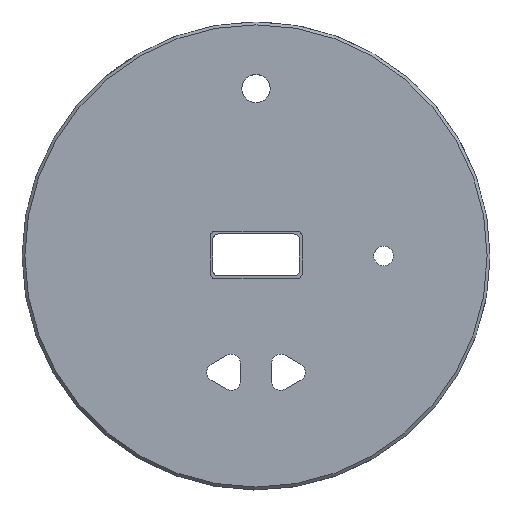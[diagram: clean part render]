
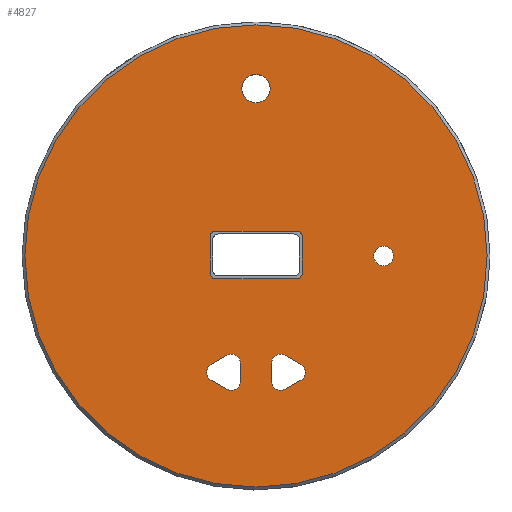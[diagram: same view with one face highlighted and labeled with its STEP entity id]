
A CAD part, top view. The second image highlights one B-rep face of the part: STEP entity #4827.
In plain terms, the highlighted planar face has unit normal (0, 0, 1).
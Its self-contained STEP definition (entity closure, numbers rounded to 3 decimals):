
#61=FACE_BOUND('',#509,.T.);
#62=FACE_BOUND('',#510,.T.);
#63=FACE_BOUND('',#511,.T.);
#64=FACE_BOUND('',#512,.T.);
#65=FACE_BOUND('',#513,.T.);
#100=PLANE('',#5140);
#225=FACE_OUTER_BOUND('',#508,.T.);
#508=EDGE_LOOP('',(#3330));
#509=EDGE_LOOP('',(#3331,#3332,#3333,#3334,#3335,#3336,#3337,#3338));
#510=EDGE_LOOP('',(#3339));
#511=EDGE_LOOP('',(#3340,#3341,#3342,#3343,#3344,#3345));
#512=EDGE_LOOP('',(#3346,#3347,#3348,#3349,#3350,#3351));
#513=EDGE_LOOP('',(#3352));
#847=LINE('',#7490,#1299);
#848=LINE('',#7494,#1300);
#849=LINE('',#7498,#1301);
#850=LINE('',#7502,#1302);
#851=LINE('',#7508,#1303);
#852=LINE('',#7512,#1304);
#853=LINE('',#7516,#1305);
#854=LINE('',#7520,#1306);
#855=LINE('',#7524,#1307);
#856=LINE('',#7528,#1308);
#1299=VECTOR('',#5807,10.);
#1300=VECTOR('',#5810,10.);
#1301=VECTOR('',#5813,10.);
#1302=VECTOR('',#5816,10.);
#1303=VECTOR('',#5821,10.);
#1304=VECTOR('',#5824,10.);
#1305=VECTOR('',#5827,10.);
#1306=VECTOR('',#5830,10.);
#1307=VECTOR('',#5833,10.);
#1308=VECTOR('',#5836,10.);
#1728=CIRCLE('',#5138,81.5);
#1730=CIRCLE('',#5141,2.);
#1731=CIRCLE('',#5142,2.);
#1732=CIRCLE('',#5143,2.);
#1733=CIRCLE('',#5144,2.);
#1734=CIRCLE('',#5145,5.);
#1735=CIRCLE('',#5146,3.2);
#1736=CIRCLE('',#5147,3.2);
#1737=CIRCLE('',#5148,3.2);
#1738=CIRCLE('',#5149,3.2);
#1739=CIRCLE('',#5150,3.2);
#1740=CIRCLE('',#5151,3.2);
#1741=CIRCLE('',#5152,3.5);
#2049=VERTEX_POINT('',#7482);
#2051=VERTEX_POINT('',#7488);
#2052=VERTEX_POINT('',#7489);
#2053=VERTEX_POINT('',#7491);
#2054=VERTEX_POINT('',#7493);
#2055=VERTEX_POINT('',#7495);
#2056=VERTEX_POINT('',#7497);
#2057=VERTEX_POINT('',#7499);
#2058=VERTEX_POINT('',#7501);
#2059=VERTEX_POINT('',#7504);
#2060=VERTEX_POINT('',#7506);
#2061=VERTEX_POINT('',#7507);
#2062=VERTEX_POINT('',#7509);
#2063=VERTEX_POINT('',#7511);
#2064=VERTEX_POINT('',#7513);
#2065=VERTEX_POINT('',#7515);
#2066=VERTEX_POINT('',#7518);
#2067=VERTEX_POINT('',#7519);
#2068=VERTEX_POINT('',#7521);
#2069=VERTEX_POINT('',#7523);
#2070=VERTEX_POINT('',#7525);
#2071=VERTEX_POINT('',#7527);
#2072=VERTEX_POINT('',#7530);
#2562=EDGE_CURVE('',#2049,#2049,#1728,.T.);
#2565=EDGE_CURVE('',#2051,#2052,#847,.T.);
#2566=EDGE_CURVE('',#2053,#2052,#1730,.T.);
#2567=EDGE_CURVE('',#2053,#2054,#848,.T.);
#2568=EDGE_CURVE('',#2055,#2054,#1731,.T.);
#2569=EDGE_CURVE('',#2055,#2056,#849,.T.);
#2570=EDGE_CURVE('',#2057,#2056,#1732,.T.);
#2571=EDGE_CURVE('',#2057,#2058,#850,.T.);
#2572=EDGE_CURVE('',#2051,#2058,#1733,.T.);
#2573=EDGE_CURVE('',#2059,#2059,#1734,.T.);
#2574=EDGE_CURVE('',#2060,#2061,#851,.T.);
#2575=EDGE_CURVE('',#2061,#2062,#1735,.T.);
#2576=EDGE_CURVE('',#2062,#2063,#852,.T.);
#2577=EDGE_CURVE('',#2063,#2064,#1736,.T.);
#2578=EDGE_CURVE('',#2064,#2065,#853,.T.);
#2579=EDGE_CURVE('',#2065,#2060,#1737,.T.);
#2580=EDGE_CURVE('',#2066,#2067,#854,.T.);
#2581=EDGE_CURVE('',#2067,#2068,#1738,.T.);
#2582=EDGE_CURVE('',#2068,#2069,#855,.T.);
#2583=EDGE_CURVE('',#2069,#2070,#1739,.T.);
#2584=EDGE_CURVE('',#2070,#2071,#856,.T.);
#2585=EDGE_CURVE('',#2071,#2066,#1740,.T.);
#2586=EDGE_CURVE('',#2072,#2072,#1741,.T.);
#3330=ORIENTED_EDGE('',*,*,#2562,.F.);
#3331=ORIENTED_EDGE('',*,*,#2565,.T.);
#3332=ORIENTED_EDGE('',*,*,#2566,.F.);
#3333=ORIENTED_EDGE('',*,*,#2567,.T.);
#3334=ORIENTED_EDGE('',*,*,#2568,.F.);
#3335=ORIENTED_EDGE('',*,*,#2569,.T.);
#3336=ORIENTED_EDGE('',*,*,#2570,.F.);
#3337=ORIENTED_EDGE('',*,*,#2571,.T.);
#3338=ORIENTED_EDGE('',*,*,#2572,.F.);
#3339=ORIENTED_EDGE('',*,*,#2573,.T.);
#3340=ORIENTED_EDGE('',*,*,#2574,.T.);
#3341=ORIENTED_EDGE('',*,*,#2575,.T.);
#3342=ORIENTED_EDGE('',*,*,#2576,.T.);
#3343=ORIENTED_EDGE('',*,*,#2577,.T.);
#3344=ORIENTED_EDGE('',*,*,#2578,.T.);
#3345=ORIENTED_EDGE('',*,*,#2579,.T.);
#3346=ORIENTED_EDGE('',*,*,#2580,.T.);
#3347=ORIENTED_EDGE('',*,*,#2581,.T.);
#3348=ORIENTED_EDGE('',*,*,#2582,.T.);
#3349=ORIENTED_EDGE('',*,*,#2583,.T.);
#3350=ORIENTED_EDGE('',*,*,#2584,.T.);
#3351=ORIENTED_EDGE('',*,*,#2585,.T.);
#3352=ORIENTED_EDGE('',*,*,#2586,.T.);
#4827=ADVANCED_FACE('',(#225,#61,#62,#63,#64,#65),#100,.T.);
#5138=AXIS2_PLACEMENT_3D('',#7483,#5800,#5801);
#5140=AXIS2_PLACEMENT_3D('',#7487,#5805,#5806);
#5141=AXIS2_PLACEMENT_3D('',#7492,#5808,#5809);
#5142=AXIS2_PLACEMENT_3D('',#7496,#5811,#5812);
#5143=AXIS2_PLACEMENT_3D('',#7500,#5814,#5815);
#5144=AXIS2_PLACEMENT_3D('',#7503,#5817,#5818);
#5145=AXIS2_PLACEMENT_3D('',#7505,#5819,#5820);
#5146=AXIS2_PLACEMENT_3D('',#7510,#5822,#5823);
#5147=AXIS2_PLACEMENT_3D('',#7514,#5825,#5826);
#5148=AXIS2_PLACEMENT_3D('',#7517,#5828,#5829);
#5149=AXIS2_PLACEMENT_3D('',#7522,#5831,#5832);
#5150=AXIS2_PLACEMENT_3D('',#7526,#5834,#5835);
#5151=AXIS2_PLACEMENT_3D('',#7529,#5837,#5838);
#5152=AXIS2_PLACEMENT_3D('',#7531,#5839,#5840);
#5800=DIRECTION('center_axis',(0.,0.,-1.));
#5801=DIRECTION('ref_axis',(1.,0.,0.));
#5805=DIRECTION('center_axis',(0.,0.,1.));
#5806=DIRECTION('ref_axis',(1.,0.,0.));
#5807=DIRECTION('',(0.,-1.,0.));
#5808=DIRECTION('center_axis',(0.,0.,1.));
#5809=DIRECTION('ref_axis',(0.707,-0.707,0.));
#5810=DIRECTION('',(-1.,0.,0.));
#5811=DIRECTION('center_axis',(0.,0.,1.));
#5812=DIRECTION('ref_axis',(-0.707,-0.707,0.));
#5813=DIRECTION('',(0.,1.,0.));
#5814=DIRECTION('center_axis',(0.,0.,1.));
#5815=DIRECTION('ref_axis',(-0.707,0.707,0.));
#5816=DIRECTION('',(1.,0.,0.));
#5817=DIRECTION('center_axis',(0.,0.,1.));
#5818=DIRECTION('ref_axis',(0.707,0.707,0.));
#5819=DIRECTION('center_axis',(0.,0.,-1.));
#5820=DIRECTION('ref_axis',(-1.,0.,0.));
#5821=DIRECTION('',(0.,1.,0.));
#5822=DIRECTION('center_axis',(0.,0.,-1.));
#5823=DIRECTION('ref_axis',(-1.,0.,0.));
#5824=DIRECTION('',(0.866,-0.5,0.));
#5825=DIRECTION('center_axis',(0.,0.,-1.));
#5826=DIRECTION('ref_axis',(0.5,0.866,0.));
#5827=DIRECTION('',(-0.866,-0.5,0.));
#5828=DIRECTION('center_axis',(0.,0.,-1.));
#5829=DIRECTION('ref_axis',(0.5,-0.866,0.));
#5830=DIRECTION('',(0.,-1.,0.));
#5831=DIRECTION('center_axis',(0.,0.,-1.));
#5832=DIRECTION('ref_axis',(1.,0.,0.));
#5833=DIRECTION('',(-0.866,0.5,0.));
#5834=DIRECTION('center_axis',(0.,0.,-1.));
#5835=DIRECTION('ref_axis',(-0.5,-0.866,0.));
#5836=DIRECTION('',(0.866,0.5,0.));
#5837=DIRECTION('center_axis',(0.,0.,-1.));
#5838=DIRECTION('ref_axis',(-0.5,0.866,0.));
#5839=DIRECTION('center_axis',(0.,0.,-1.));
#5840=DIRECTION('ref_axis',(1.,0.,0.));
#7482=CARTESIAN_POINT('',(-81.5,0.,21.));
#7483=CARTESIAN_POINT('Origin',(0.,0.,21.));
#7487=CARTESIAN_POINT('Origin',(0.,0.,21.));
#7488=CARTESIAN_POINT('',(16.298,6.75,21.));
#7489=CARTESIAN_POINT('',(16.298,-6.05,21.));
#7490=CARTESIAN_POINT('',(16.298,4.375,21.));
#7491=CARTESIAN_POINT('',(14.298,-8.05,21.));
#7492=CARTESIAN_POINT('Origin',(14.298,-6.05,21.));
#7493=CARTESIAN_POINT('',(-14.202,-8.05,21.));
#7494=CARTESIAN_POINT('',(8.149,-8.05,21.));
#7495=CARTESIAN_POINT('',(-16.202,-6.05,21.));
#7496=CARTESIAN_POINT('Origin',(-14.202,-6.05,21.));
#7497=CARTESIAN_POINT('',(-16.202,6.75,21.));
#7498=CARTESIAN_POINT('',(-16.202,-4.025,21.));
#7499=CARTESIAN_POINT('',(-14.202,8.75,21.));
#7500=CARTESIAN_POINT('Origin',(-14.202,6.75,21.));
#7501=CARTESIAN_POINT('',(14.298,8.75,21.));
#7502=CARTESIAN_POINT('',(-8.101,8.75,21.));
#7503=CARTESIAN_POINT('Origin',(14.298,6.75,21.));
#7504=CARTESIAN_POINT('',(5.,59.,21.));
#7505=CARTESIAN_POINT('Origin',(0.,59.,21.));
#7506=CARTESIAN_POINT('',(5.467,-44.175,21.));
#7507=CARTESIAN_POINT('',(5.467,-37.825,21.));
#7508=CARTESIAN_POINT('',(5.467,-18.912,21.));
#7509=CARTESIAN_POINT('',(10.267,-35.053,21.));
#7510=CARTESIAN_POINT('Origin',(8.667,-37.825,21.));
#7511=CARTESIAN_POINT('',(15.767,-38.229,21.));
#7512=CARTESIAN_POINT('',(1.577,-30.037,21.));
#7513=CARTESIAN_POINT('',(15.767,-43.771,21.));
#7514=CARTESIAN_POINT('Origin',(14.167,-41.,21.));
#7515=CARTESIAN_POINT('',(10.267,-46.947,21.));
#7516=CARTESIAN_POINT('',(16.581,-43.301,21.));
#7517=CARTESIAN_POINT('Origin',(8.667,-44.175,21.));
#7518=CARTESIAN_POINT('',(-5.467,-37.825,21.));
#7519=CARTESIAN_POINT('',(-5.467,-44.175,21.));
#7520=CARTESIAN_POINT('',(-5.467,-22.088,21.));
#7521=CARTESIAN_POINT('',(-10.267,-46.947,21.));
#7522=CARTESIAN_POINT('Origin',(-8.667,-44.175,21.));
#7523=CARTESIAN_POINT('',(-15.767,-43.771,21.));
#7524=CARTESIAN_POINT('',(-19.331,-41.713,21.));
#7525=CARTESIAN_POINT('',(-15.767,-38.229,21.));
#7526=CARTESIAN_POINT('Origin',(-14.167,-41.,21.));
#7527=CARTESIAN_POINT('',(-10.267,-35.053,21.));
#7528=CARTESIAN_POINT('',(1.173,-28.449,21.));
#7529=CARTESIAN_POINT('Origin',(-8.667,-37.825,21.));
#7530=CARTESIAN_POINT('',(41.5,0.,21.));
#7531=CARTESIAN_POINT('Origin',(45.,0.,21.));
